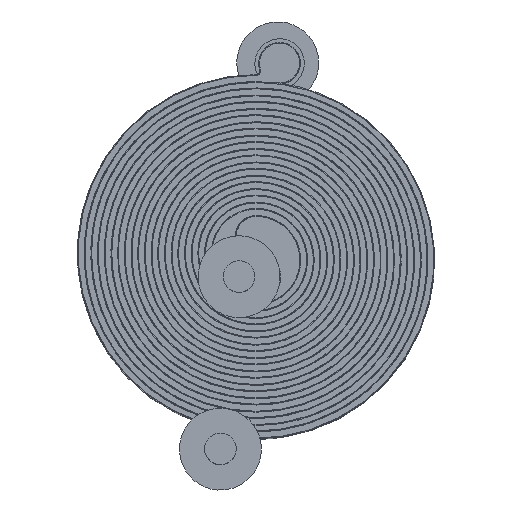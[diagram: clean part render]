
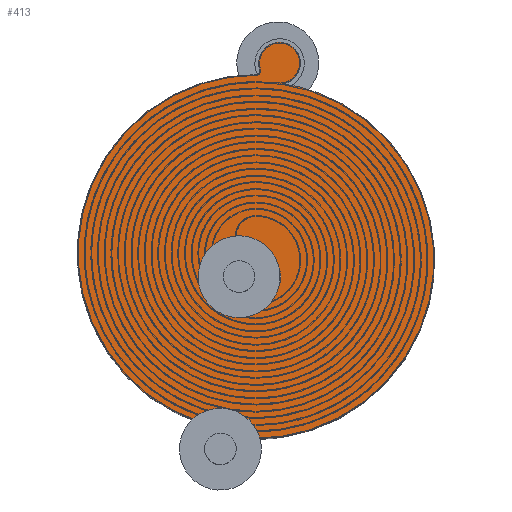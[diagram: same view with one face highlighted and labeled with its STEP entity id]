
A CAD part, top view. The second image highlights one B-rep face of the part: STEP entity #413.
In plain terms, the highlighted free-form (B-spline) face has degree [1, 1] with [2, 2] control points.
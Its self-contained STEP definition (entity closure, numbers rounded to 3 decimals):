
#232 = VERTEX_POINT('',#233);
#233 = CARTESIAN_POINT('',(18.202,-15.013,
    209.84));
#238 = EDGE_CURVE('',#232,#232,#239,.T.);
#239 = ( BOUNDED_CURVE() B_SPLINE_CURVE(2,(#240,#241,#242,#243,#244,#245
,#246),.UNSPECIFIED.,.T.,.F.) B_SPLINE_CURVE_WITH_KNOTS((3,2,2,3),(
    3.142,5.236,7.33,9.425),
.PIECEWISE_BEZIER_KNOTS.) CURVE() GEOMETRIC_REPRESENTATION_ITEM() 
RATIONAL_B_SPLINE_CURVE((1.,0.5,1.,0.5,1.,0.5,1.)) REPRESENTATION_ITEM(
  '') );
#240 = CARTESIAN_POINT('',(18.202,-15.013,
    209.84));
#241 = CARTESIAN_POINT('',(18.202,-46.54,
    209.84));
#242 = CARTESIAN_POINT('',(-9.101,-30.777,
    209.84));
#243 = CARTESIAN_POINT('',(-36.403,-15.013,
    209.84));
#244 = CARTESIAN_POINT('',(-9.101,0.75,209.84)
  );
#245 = CARTESIAN_POINT('',(18.202,16.513,
    209.84));
#246 = CARTESIAN_POINT('',(18.202,-15.013,
    209.84));
#295 = VERTEX_POINT('',#296);
#296 = CARTESIAN_POINT('',(-25.603,-126.343,
    209.84));
#315 = VERTEX_POINT('',#316);
#316 = CARTESIAN_POINT('',(-1.105,-134.297,
    209.84));
#364 = EDGE_CURVE('',#295,#315,#365,.T.);
#365 = ( BOUNDED_CURVE() B_SPLINE_CURVE(2,(#366,#367,#368),
.UNSPECIFIED.,.F.,.F.) B_SPLINE_CURVE_WITH_KNOTS((3,3),(1.099,
2.671),.PIECEWISE_BEZIER_KNOTS.) CURVE() 
GEOMETRIC_REPRESENTATION_ITEM() RATIONAL_B_SPLINE_CURVE((1.,
0.707,1.)) REPRESENTATION_ITEM('') );
#366 = CARTESIAN_POINT('',(-25.603,-126.343,
    209.84));
#367 = CARTESIAN_POINT('',(-9.373,-118.055,
    209.84));
#368 = CARTESIAN_POINT('',(-1.105,-134.297,
    209.84));
#413 = ADVANCED_FACE('',(#414,#461),#464,.T.);
#414 = FACE_BOUND('',#415,.T.);
#415 = EDGE_LOOP('',(#416,#417,#425,#435,#445,#453));
#416 = ORIENTED_EDGE('',*,*,#364,.T.);
#417 = ORIENTED_EDGE('',*,*,#418,.T.);
#418 = EDGE_CURVE('',#315,#419,#421,.T.);
#419 = VERTEX_POINT('',#420);
#420 = CARTESIAN_POINT('',(0.,-134.078,
    209.84));
#421 = ( BOUNDED_CURVE() B_SPLINE_CURVE(2,(#422,#423,#424),
.UNSPECIFIED.,.F.,.F.) B_SPLINE_CURVE_WITH_KNOTS((3,3),(5.892,
6.283),.PIECEWISE_BEZIER_KNOTS.) CURVE() 
GEOMETRIC_REPRESENTATION_ITEM() RATIONAL_B_SPLINE_CURVE((1.,
0.981,1.)) REPRESENTATION_ITEM('') );
#422 = CARTESIAN_POINT('',(-1.105,-134.297,
    209.84));
#423 = CARTESIAN_POINT('',(-0.574,-134.078,
    209.84));
#424 = CARTESIAN_POINT('',(0.,-134.078,
    209.84));
#425 = ORIENTED_EDGE('',*,*,#426,.T.);
#426 = EDGE_CURVE('',#419,#427,#429,.T.);
#427 = VERTEX_POINT('',#428);
#428 = CARTESIAN_POINT('',(19.502,127.406,
    209.84));
#429 = ( BOUNDED_CURVE() B_SPLINE_CURVE(2,(#430,#431,#432,#433,#434),
.UNSPECIFIED.,.F.,.F.) B_SPLINE_CURVE_WITH_KNOTS((3,2,3),(0.,
1.496,2.993),.PIECEWISE_BEZIER_KNOTS.) CURVE() 
GEOMETRIC_REPRESENTATION_ITEM() RATIONAL_B_SPLINE_CURVE((1.,
0.733,1.,0.733,1.)) REPRESENTATION_ITEM('') );
#430 = CARTESIAN_POINT('',(0.,-134.078,
    209.84));
#431 = CARTESIAN_POINT('',(122.029,-134.078,
    209.84));
#432 = CARTESIAN_POINT('',(131.105,-12.387,
    209.84));
#433 = CARTESIAN_POINT('',(140.181,109.305,
    209.84));
#434 = CARTESIAN_POINT('',(19.502,127.406,
    209.84));
#435 = ORIENTED_EDGE('',*,*,#436,.T.);
#436 = EDGE_CURVE('',#427,#437,#439,.T.);
#437 = VERTEX_POINT('',#438);
#438 = CARTESIAN_POINT('',(2.759,137.864,
    209.84));
#439 = ( BOUNDED_CURVE() B_SPLINE_CURVE(2,(#440,#441,#442,#443,#444),
.UNSPECIFIED.,.F.,.F.) B_SPLINE_CURVE_WITH_KNOTS((3,2,3),(0.,
2.441,4.881),.PIECEWISE_BEZIER_KNOTS.) CURVE() 
GEOMETRIC_REPRESENTATION_ITEM() RATIONAL_B_SPLINE_CURVE((1.,
0.343,1.,0.343,1.)) REPRESENTATION_ITEM('') );
#440 = CARTESIAN_POINT('',(19.502,127.406,
    209.84));
#441 = CARTESIAN_POINT('',(60.935,133.358,
    209.84));
#442 = CARTESIAN_POINT('',(25.433,155.533,
    209.84));
#443 = CARTESIAN_POINT('',(-10.069,177.708,
    209.84));
#444 = CARTESIAN_POINT('',(2.759,137.864,
    209.84));
#445 = ORIENTED_EDGE('',*,*,#446,.T.);
#446 = EDGE_CURVE('',#437,#447,#449,.T.);
#447 = VERTEX_POINT('',#448);
#448 = CARTESIAN_POINT('',(0.,134.078,
    209.84));
#449 = ( BOUNDED_CURVE() B_SPLINE_CURVE(2,(#450,#451,#452),
.UNSPECIFIED.,.F.,.F.) B_SPLINE_CURVE_WITH_KNOTS((3,3),(4.401,
6.283),.PIECEWISE_BEZIER_KNOTS.) CURVE() 
GEOMETRIC_REPRESENTATION_ITEM() RATIONAL_B_SPLINE_CURVE((1.,
0.589,1.)) REPRESENTATION_ITEM('') );
#450 = CARTESIAN_POINT('',(2.759,137.864,
    209.84));
#451 = CARTESIAN_POINT('',(3.978,134.078,
    209.84));
#452 = CARTESIAN_POINT('',(0.,134.078,
    209.84));
#453 = ORIENTED_EDGE('',*,*,#454,.T.);
#454 = EDGE_CURVE('',#447,#295,#455,.T.);
#455 = ( BOUNDED_CURVE() B_SPLINE_CURVE(2,(#456,#457,#458,#459,#460),
.UNSPECIFIED.,.F.,.F.) B_SPLINE_CURVE_WITH_KNOTS((3,2,3),(0.,
1.473,2.946),.PIECEWISE_BEZIER_KNOTS.) CURVE() 
GEOMETRIC_REPRESENTATION_ITEM() RATIONAL_B_SPLINE_CURVE((1.,
0.741,1.,0.741,1.)) REPRESENTATION_ITEM('') );
#456 = CARTESIAN_POINT('',(0.,134.078,
    209.84));
#457 = CARTESIAN_POINT('',(-119.177,134.078,
    209.84));
#458 = CARTESIAN_POINT('',(-130.838,15.472,
    209.84));
#459 = CARTESIAN_POINT('',(-142.499,-103.134,
    209.84));
#460 = CARTESIAN_POINT('',(-25.603,-126.343,
    209.84));
#461 = FACE_BOUND('',#462,.T.);
#462 = EDGE_LOOP('',(#463));
#463 = ORIENTED_EDGE('',*,*,#238,.T.);
#464 = B_SPLINE_SURFACE_WITH_KNOTS('',1,1,(
    (#465,#466)
    ,(#467,#468
    )),.UNSPECIFIED.,.F.,.F.,.F.,(2,2),(2,2),(-113.4,
    113.4),(-115.839,136.161),
  .PIECEWISE_BEZIER_KNOTS.);
#465 = CARTESIAN_POINT('',(-131.469,-134.297,
    209.84));
#466 = CARTESIAN_POINT('',(-131.469,157.857,
    209.84));
#467 = CARTESIAN_POINT('',(131.469,-134.297,
    209.84));
#468 = CARTESIAN_POINT('',(131.469,157.857,
    209.84));
